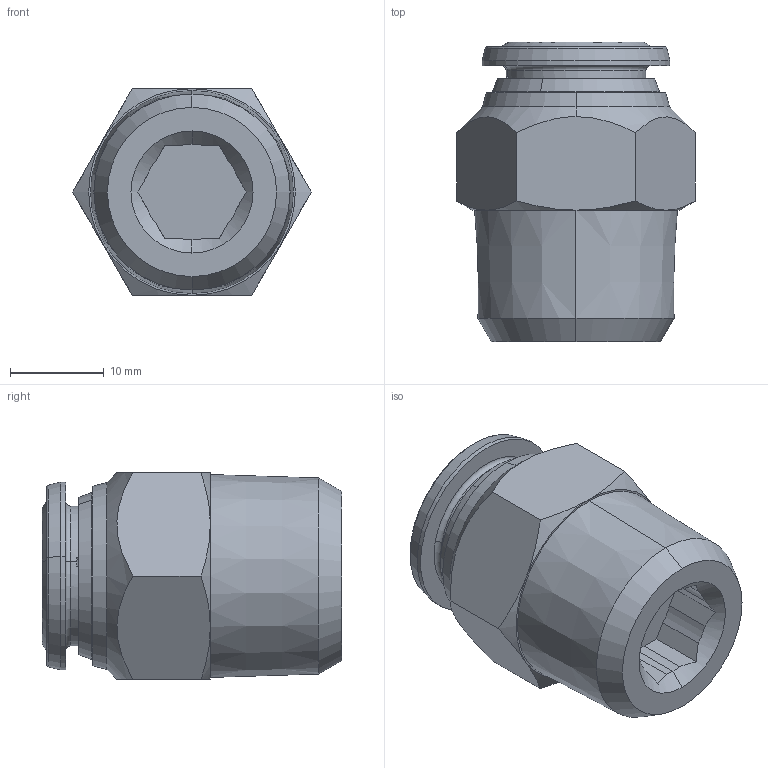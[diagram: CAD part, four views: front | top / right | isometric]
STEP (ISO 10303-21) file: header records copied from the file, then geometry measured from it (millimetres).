
FILE_DESCRIPTION (( 'STEP AP214' ), '1' );
FILE_NAME ('6000000010.step', '2012-10-16T16:30:31', ( '' ), ( '' ), 'SwSTEP 2.0', 'SolidWorks 2012', '' );
FILE_SCHEMA (( 'AUTOMOTIVE_DESIGN' ));
Length unit declared in the file: millimetre
Products named in the file (1): 6000000010
Bounding box: 25.4 x 31.9 x 22 mm (x, y, z)
Volume: 9795.6 mm3; surface area: 3533.3 mm2
Topology: 1 solids, 1 shells, 82 faces, 200 edges, 125 vertices
Faces by surface type: plane 33, cone 28, cylinder 15, torus 6
Entity records: 3497 total; most frequent: CARTESIAN_POINT 616, DIRECTION 419, ORIENTED_EDGE 400, EDGE_CURVE 200, AXIS2_PLACEMENT_3D 168, VERTEX_POINT 125, EDGE_LOOP 91, UNCERTAINTY_MEASURE_WITH_UNIT 85
